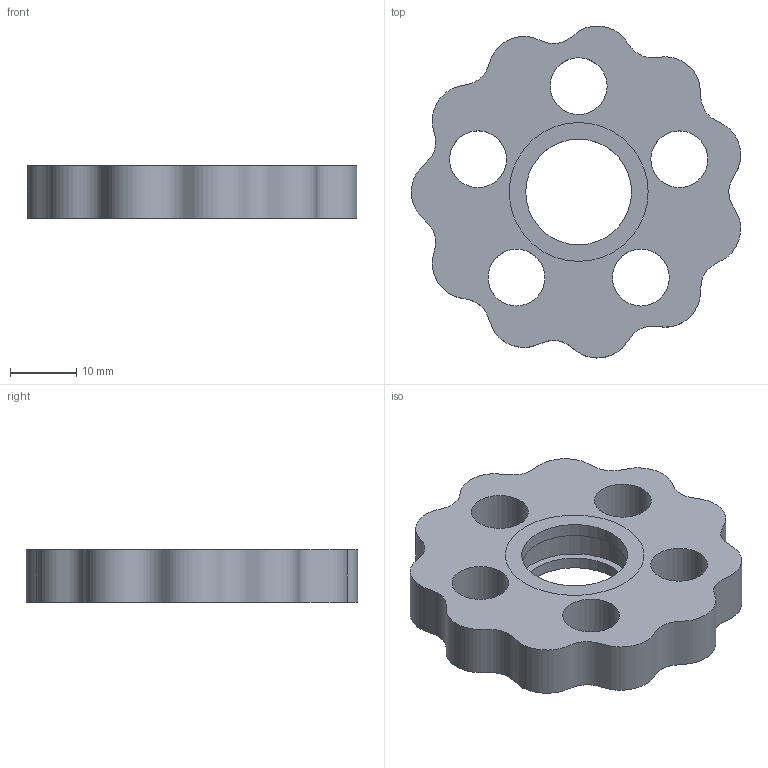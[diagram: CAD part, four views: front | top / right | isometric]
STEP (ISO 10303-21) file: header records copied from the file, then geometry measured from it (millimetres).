
FILE_DESCRIPTION(/* description */ (''),/* implementation_level */ '2;1');
FILE_NAME(/* name */ 'Cycloid_R27_Rr3_N12_E1.3 v13.step',/* time_stamp */ '2024-05-28T16:33:19+02:00',/* author */ (''),/* organization */ (''),/* preprocessor_version */ 'ST-DEVELOPER v20',/* originating_system */ 'Autodesk Translation Framework v13.14.0.145',/* authorisation */ '');
FILE_SCHEMA (('AUTOMOTIVE_DESIGN { 1 0 10303 214 3 1 1 }'));
Length unit declared in the file: millimetre
Products named in the file (2): Cycloid_R27_Rr3_N12_E1.3; Cover
Assembly tree (1 placements, depth 2):
  Cycloid_R27_Rr3_N12_E1.3
    Cover
Bounding box: 49.78 x 50.18 x 8 mm (x, y, z)
Volume: 10461.1 mm3; surface area: 6058.7 mm2
Topology: 2 solids, 2 shells, 17 faces, 33 edges, 22 vertices
Faces by surface type: cylinder 10, plane 6, bspline 1
Full cylindrical faces by diameter (mm): 8.6 x5, 16 x2, 18.2 x1, 21 x2
Entity records: 1622 total; most frequent: CARTESIAN_POINT 1168, DIRECTION 89, ORIENTED_EDGE 66, AXIS2_PLACEMENT_3D 39, EDGE_LOOP 33, EDGE_CURVE 33, VERTEX_POINT 22, CIRCLE 20
